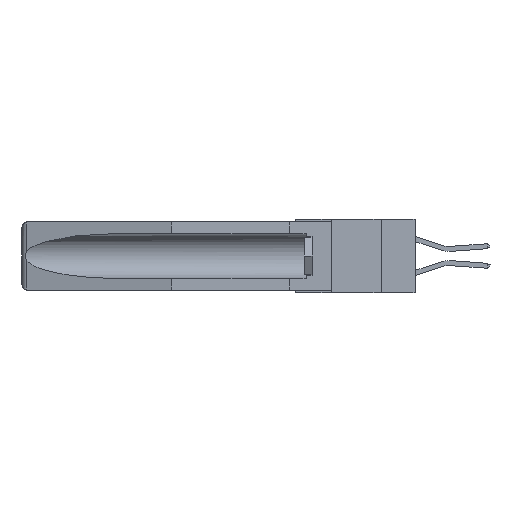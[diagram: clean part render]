
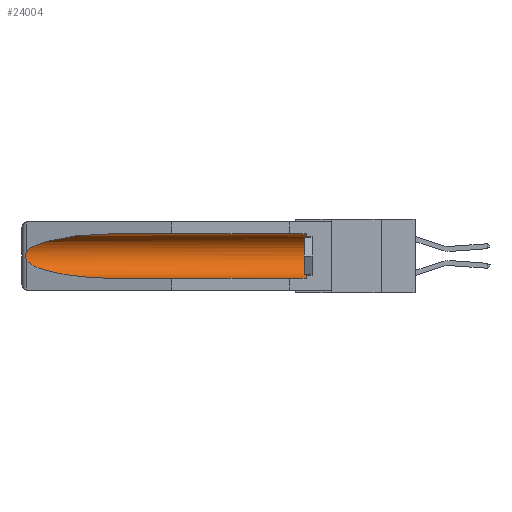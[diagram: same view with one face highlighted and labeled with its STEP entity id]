
A CAD part, left-side view. The second image highlights one B-rep face of the part: STEP entity #24004.
In plain terms, the highlighted cylindrical face has radius 2.857 mm (diameter 5.715 mm), a partial arc.
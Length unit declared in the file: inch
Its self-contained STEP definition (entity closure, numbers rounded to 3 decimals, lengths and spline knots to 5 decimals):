
#46 = VECTOR ( 'NONE', #2721, 39.37008 ) ;
#571 = ORIENTED_EDGE ( 'NONE', *, *, #4282, .T. ) ;
#1307 = CARTESIAN_POINT ( 'NONE',  ( 0.26537, 1.52718, -0.19328 ) ) ;
#1431 = VERTEX_POINT ( 'NONE', #7236 ) ;
#2232 = VERTEX_POINT ( 'NONE', #10121 ) ;
#2721 = DIRECTION ( 'NONE',  ( 0., 1., 0. ) ) ;
#3346 = CARTESIAN_POINT ( 'NONE',  ( 0.155, -0.30754, -0.059 ) ) ;
#3609 = VECTOR ( 'NONE', #19389, 39.37008 ) ;
#4282 = EDGE_CURVE ( 'NONE', #11527, #2232, #8299, .T. ) ;
#4577 = CARTESIAN_POINT ( 'NONE',  ( 0.2673, 1.53269, -0.17917 ) ) ;
#4658 = CARTESIAN_POINT ( 'NONE',  ( 0.26655, 1.53094, -0.18657 ) ) ;
#4742 = CARTESIAN_POINT ( 'NONE',  ( 0.26537, 1.52718, -0.14972 ) ) ;
#5146 = CARTESIAN_POINT ( 'NONE',  ( 0.155, 1.07973, -0.284 ) ) ;
#6622 = CARTESIAN_POINT ( 'NONE',  ( 0.26597, 1.5296, -0.19026 ) ) ;
#6786 = ORIENTED_EDGE ( 'NONE', *, *, #23431, .F. ) ;
#6799 = CARTESIAN_POINT ( 'NONE',  ( 0.155, -0.30754, -0.284 ) ) ;
#6885 = CARTESIAN_POINT ( 'NONE',  ( 0.26654, 1.53092, -0.15636 ) ) ;
#6969 = CARTESIAN_POINT ( 'NONE',  ( 0.2673, 1.5327, -0.16383 ) ) ;
#7236 = CARTESIAN_POINT ( 'NONE',  ( 0.26537, 1.52718, -0.19328 ) ) ;
#7352 = LINE ( 'NONE', #6799, #46 ) ;
#7537 = CARTESIAN_POINT ( 'NONE',  ( 0.155, 1.07973, -0.284 ) ) ;
#7900 = CARTESIAN_POINT ( 'NONE',  ( 0.155, 1.07973, -0.059 ) ) ;
#8299 = CIRCLE ( 'NONE', #16558, 0.1125 ) ;
#8846 = VERTEX_POINT ( 'NONE', #15594 ) ;
#9010 = LINE ( 'NONE', #3346, #3609 ) ;
#9022 = DIRECTION ( 'NONE',  ( 0., 0., 1. ) ) ;
#9043 =( BOUNDED_CURVE ( )  B_SPLINE_CURVE ( 3, ( #1307, #15218, #21509, #5146 ),
 .UNSPECIFIED., .F., .F. ) 
 B_SPLINE_CURVE_WITH_KNOTS ( ( 4, 4 ),
 ( 0.1948, 1.5708 ),
 .UNSPECIFIED. ) 
 CURVE ( )  GEOMETRIC_REPRESENTATION_ITEM ( )  RATIONAL_B_SPLINE_CURVE ( ( 1., 0.848, 0.848, 1. ) ) 
 REPRESENTATION_ITEM ( '' )  );
#9381 = ORIENTED_EDGE ( 'NONE', *, *, #15358, .T. ) ;
#9837 = EDGE_CURVE ( 'NONE', #1431, #14017, #9043, .T. ) ;
#9927 = CARTESIAN_POINT ( 'NONE',  ( 0.21114, 1.30732, -0.059 ) ) ;
#10121 = CARTESIAN_POINT ( 'NONE',  ( 0.155, 0.126, -0.059 ) ) ;
#10947 = CARTESIAN_POINT ( 'NONE',  ( 0.26597, 1.52961, -0.15275 ) ) ;
#11015 = CARTESIAN_POINT ( 'NONE',  ( 0.155, 0.126, -0.284 ) ) ;
#11527 = VERTEX_POINT ( 'NONE', #11015 ) ;
#12312 = ORIENTED_EDGE ( 'NONE', *, *, #9837, .T. ) ;
#14017 = VERTEX_POINT ( 'NONE', #7537 ) ;
#14360 = EDGE_CURVE ( 'NONE', #2232, #8846, #9010, .T. ) ;
#14825 = CARTESIAN_POINT ( 'NONE',  ( 0.2675, 1.53308, -0.16763 ) ) ;
#14932 = CARTESIAN_POINT ( 'NONE',  ( 0.155, -0.30754, -0.1715 ) ) ;
#15218 = CARTESIAN_POINT ( 'NONE',  ( 0.25451, 1.48313, -0.24835 ) ) ;
#15358 = EDGE_CURVE ( 'NONE', #8846, #15424, #25072, .T. ) ;
#15424 = VERTEX_POINT ( 'NONE', #25899 ) ;
#15594 = CARTESIAN_POINT ( 'NONE',  ( 0.155, 1.07973, -0.059 ) ) ;
#16027 = ORIENTED_EDGE ( 'NONE', *, *, #14360, .T. ) ;
#16498 = B_SPLINE_CURVE_WITH_KNOTS ( 'NONE', 3,
 ( #4742, #10947, #6885, #6969, #14825, #16793, #4577, #4658, #6622, #18910 ),
 .UNSPECIFIED., .F., .F.,
 ( 4, 2, 2, 2, 4 ),
 ( 0., 0.00029, 0.00058, 0.00087, 0.00117 ),
 .UNSPECIFIED. ) ;
#16558 = AXIS2_PLACEMENT_3D ( 'NONE', #18506, #20274, #24589 ) ;
#16793 = CARTESIAN_POINT ( 'NONE',  ( 0.2675, 1.53308, -0.17534 ) ) ;
#16983 = DIRECTION ( 'NONE',  ( 0., 1., 0. ) ) ;
#18150 = CARTESIAN_POINT ( 'NONE',  ( 0.26537, 1.52718, -0.14972 ) ) ;
#18506 = CARTESIAN_POINT ( 'NONE',  ( 0.155, 0.126, -0.1715 ) ) ;
#18849 = AXIS2_PLACEMENT_3D ( 'NONE', #14932, #16983, #9022 ) ;
#18910 = CARTESIAN_POINT ( 'NONE',  ( 0.26537, 1.52718, -0.19328 ) ) ;
#19336 = FACE_OUTER_BOUND ( 'NONE', #21133, .T. ) ;
#19389 = DIRECTION ( 'NONE',  ( 0., 1., 0. ) ) ;
#19819 = CARTESIAN_POINT ( 'NONE',  ( 0.25451, 1.48313, -0.09465 ) ) ;
#20274 = DIRECTION ( 'NONE',  ( 0., -1., 0. ) ) ;
#20289 = CYLINDRICAL_SURFACE ( 'NONE', #18849, 0.1125 ) ;
#20442 = ORIENTED_EDGE ( 'NONE', *, *, #22884, .T. ) ;
#21133 = EDGE_LOOP ( 'NONE', ( #9381, #20442, #12312, #6786, #571, #16027 ) ) ;
#21509 = CARTESIAN_POINT ( 'NONE',  ( 0.21114, 1.30732, -0.284 ) ) ;
#22884 = EDGE_CURVE ( 'NONE', #15424, #1431, #16498, .T. ) ;
#23431 = EDGE_CURVE ( 'NONE', #11527, #14017, #7352, .T. ) ;
#24004 = ADVANCED_FACE ( 'NONE', ( #19336 ), #20289, .F. ) ;
#24589 = DIRECTION ( 'NONE',  ( 0., 0., 1. ) ) ;
#25072 =( BOUNDED_CURVE ( )  B_SPLINE_CURVE ( 3, ( #7900, #9927, #19819, #18150 ),
 .UNSPECIFIED., .F., .F. ) 
 B_SPLINE_CURVE_WITH_KNOTS ( ( 4, 4 ),
 ( 4.71239, 6.08839 ),
 .UNSPECIFIED. ) 
 CURVE ( )  GEOMETRIC_REPRESENTATION_ITEM ( )  RATIONAL_B_SPLINE_CURVE ( ( 1., 0.848, 0.848, 1. ) ) 
 REPRESENTATION_ITEM ( '' )  );
#25899 = CARTESIAN_POINT ( 'NONE',  ( 0.26537, 1.52718, -0.14972 ) ) ;
